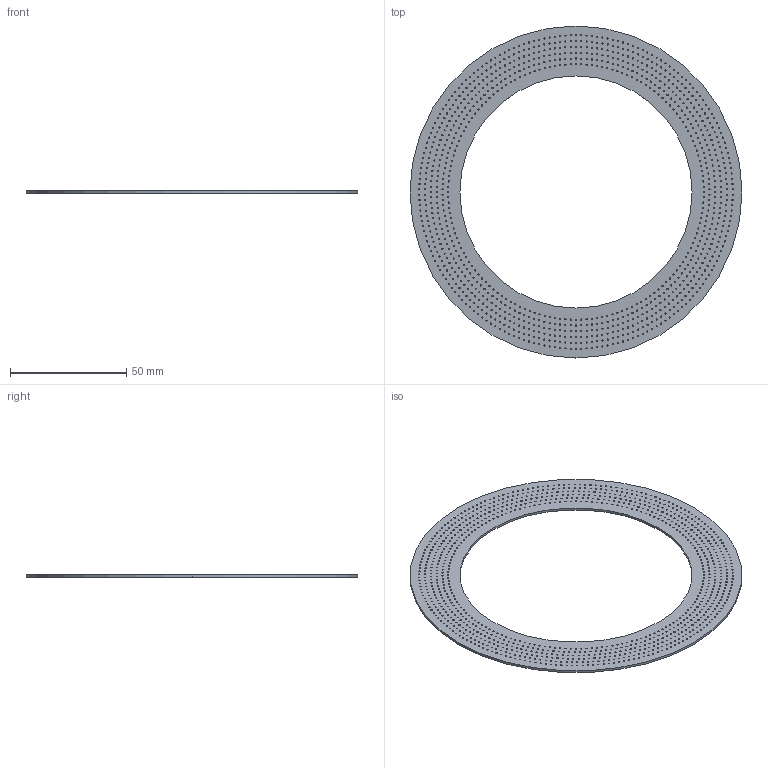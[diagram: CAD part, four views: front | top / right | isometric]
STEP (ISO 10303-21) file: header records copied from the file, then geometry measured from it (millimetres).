
FILE_DESCRIPTION (( 'STEP AP203' ), '1' );
FILE_NAME ('PertitDisque.STEP', '2020-01-23T15:15:11', ( '' ), ( '' ), 'SwSTEP 2.0', 'SolidWorks 2018', '' );
FILE_SCHEMA (( 'CONFIG_CONTROL_DESIGN' ));
Length unit declared in the file: millimetre
Products named in the file (1): PertitDisque
Bounding box: 143 x 143 x 1 mm (x, y, z)
Volume: 8008.3 mm3; surface area: 18366.5 mm2
Topology: 1 solids, 1 shells, 2026 faces, 6072 edges, 4048 vertices
Faces by surface type: cylinder 2024, plane 2
Entity records: 74985 total; most frequent: DIRECTION 14174, CARTESIAN_POINT 12147, ORIENTED_EDGE 12144, AXIS2_PLACEMENT_3D 6075, EDGE_CURVE 6072, CIRCLE 4048, VERTEX_POINT 4048, EDGE_LOOP 4048
